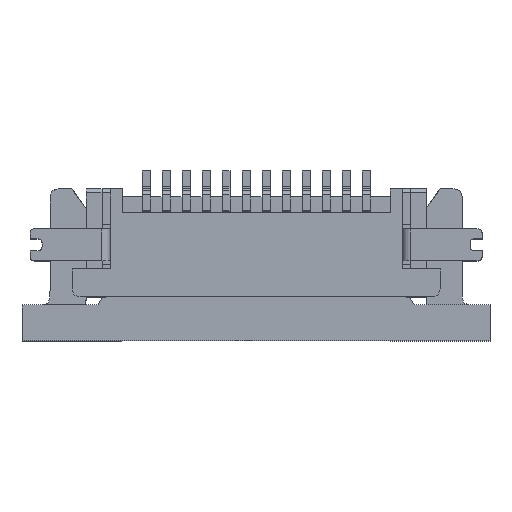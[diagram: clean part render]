
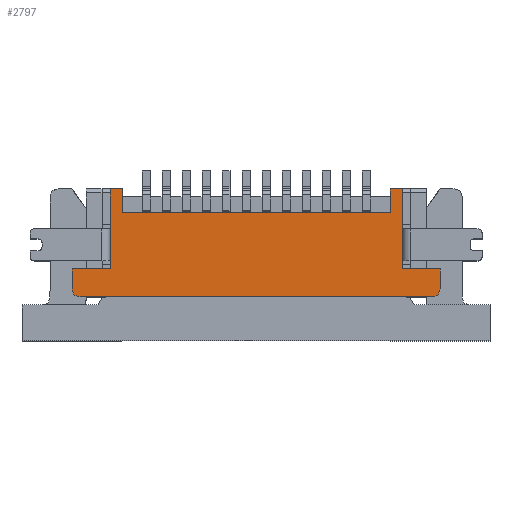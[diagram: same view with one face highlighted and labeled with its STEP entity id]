
A CAD part, top view. The second image highlights one B-rep face of the part: STEP entity #2797.
In plain terms, the highlighted planar face has unit normal (0, 0, 1).
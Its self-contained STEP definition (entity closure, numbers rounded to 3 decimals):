
#2797=ADVANCED_FACE('',(#5618),#5619,.T.);
#5618=FACE_OUTER_BOUND('',#8567,.T.);
#5619=PLANE('',#8568);
#8567=EDGE_LOOP('',(#17328,#17329,#17330,#17331,#17332,#17333,#17334,#17335,#17336,#17337,#17338,#17339,#17340,#17341));
#8568=AXIS2_PLACEMENT_3D('',#17342,#17343,#17344);
#17328=ORIENTED_EDGE('',*,*,#21758,.T.);
#17329=ORIENTED_EDGE('',*,*,#21747,.T.);
#17330=ORIENTED_EDGE('',*,*,#21762,.T.);
#17331=ORIENTED_EDGE('',*,*,#21743,.T.);
#17332=ORIENTED_EDGE('',*,*,#21755,.T.);
#17333=ORIENTED_EDGE('',*,*,#21595,.F.);
#17334=ORIENTED_EDGE('',*,*,#21568,.F.);
#17335=ORIENTED_EDGE('',*,*,#21765,.T.);
#17336=ORIENTED_EDGE('',*,*,#21431,.T.);
#17337=ORIENTED_EDGE('',*,*,#21368,.T.);
#17338=ORIENTED_EDGE('',*,*,#21437,.T.);
#17339=ORIENTED_EDGE('',*,*,#21769,.T.);
#17340=ORIENTED_EDGE('',*,*,#21493,.F.);
#17341=ORIENTED_EDGE('',*,*,#21518,.F.);
#17342=CARTESIAN_POINT('',(0.0,0.0,0.6));
#17343=DIRECTION('',(0.0,0.0,1.0));
#17344=DIRECTION('',(1.0,-0.0,0.0));
#21368=EDGE_CURVE('',#26703,#26701,#26704,.T.);
#21431=EDGE_CURVE('',#26784,#26703,#26785,.T.);
#21437=EDGE_CURVE('',#26701,#26792,#26793,.T.);
#21493=EDGE_CURVE('',#26882,#26884,#26885,.T.);
#21518=EDGE_CURVE('',#26918,#26882,#26920,.T.);
#21568=EDGE_CURVE('',#26999,#27000,#27001,.T.);
#21595=EDGE_CURVE('',#27000,#27040,#27041,.T.);
#21743=EDGE_CURVE('',#27215,#27216,#27217,.T.);
#21747=EDGE_CURVE('',#27221,#27222,#27223,.T.);
#21755=EDGE_CURVE('',#27216,#27040,#27231,.T.);
#21758=EDGE_CURVE('',#26918,#27221,#27234,.T.);
#21762=EDGE_CURVE('',#27222,#27215,#27238,.T.);
#21765=EDGE_CURVE('',#26999,#26784,#27241,.T.);
#21769=EDGE_CURVE('',#26792,#26884,#27245,.T.);
#26701=VERTEX_POINT('',#34104);
#26703=VERTEX_POINT('',#34107);
#26704=LINE('',#34108,#34109);
#26784=VERTEX_POINT('',#34244);
#26785=LINE('',#34245,#34246);
#26792=VERTEX_POINT('',#34257);
#26793=LINE('',#34258,#34259);
#26882=VERTEX_POINT('',#34390);
#26884=VERTEX_POINT('',#34393);
#26885=LINE('',#34394,#34395);
#26918=VERTEX_POINT('',#34443);
#26920=LINE('',#34446,#34447);
#26999=VERTEX_POINT('',#34563);
#27000=VERTEX_POINT('',#34564);
#27001=LINE('',#34565,#34566);
#27040=VERTEX_POINT('',#34622);
#27041=LINE('',#34623,#34624);
#27215=VERTEX_POINT('',#34863);
#27216=VERTEX_POINT('',#34864);
#27217=CIRCLE('',#34865,0.2);
#27221=VERTEX_POINT('',#34871);
#27222=VERTEX_POINT('',#34872);
#27223=CIRCLE('',#34873,0.2);
#27231=LINE('',#34885,#34886);
#27234=LINE('',#34889,#34890);
#27238=LINE('',#34895,#34896);
#27241=LINE('',#34900,#34901);
#27245=LINE('',#34907,#34908);
#34104=CARTESIAN_POINT('',(-3.35,0.75,0.6));
#34107=CARTESIAN_POINT('',(3.35,0.75,0.6));
#34108=CARTESIAN_POINT('',(-2.65,0.75,0.6));
#34109=VECTOR('',#39105,1000.0);
#34244=CARTESIAN_POINT('',(3.35,1.35,0.6));
#34245=CARTESIAN_POINT('',(3.35,1.35,0.6));
#34246=VECTOR('',#39161,1000.0);
#34257=CARTESIAN_POINT('',(-3.35,1.35,0.6));
#34258=CARTESIAN_POINT('',(-3.35,1.15,0.6));
#34259=VECTOR('',#39166,1000.0);
#34390=CARTESIAN_POINT('',(-3.65,-0.65,0.6));
#34393=CARTESIAN_POINT('',(-3.65,1.35,0.6));
#34394=CARTESIAN_POINT('',(-3.65,-0.65,0.6));
#34395=VECTOR('',#39216,1000.0);
#34443=CARTESIAN_POINT('',(-4.6,-0.65,0.6));
#34446=CARTESIAN_POINT('',(-4.6,-0.65,0.6));
#34447=VECTOR('',#39242,1000.0);
#34563=CARTESIAN_POINT('',(3.65,1.35,0.6));
#34564=CARTESIAN_POINT('',(3.65,-0.65,0.6));
#34565=CARTESIAN_POINT('',(3.65,1.35,0.6));
#34566=VECTOR('',#39283,1000.0);
#34622=CARTESIAN_POINT('',(4.6,-0.65,0.6));
#34623=CARTESIAN_POINT('',(4.25,-0.65,0.6));
#34624=VECTOR('',#39313,1000.0);
#34863=CARTESIAN_POINT('',(4.4,-1.35,0.6));
#34864=CARTESIAN_POINT('',(4.6,-1.15,0.6));
#34865=AXIS2_PLACEMENT_3D('',#39403,#39404,#39405);
#34871=CARTESIAN_POINT('',(-4.6,-1.15,0.6));
#34872=CARTESIAN_POINT('',(-4.4,-1.35,0.6));
#34873=AXIS2_PLACEMENT_3D('',#39408,#39409,#39410);
#34885=CARTESIAN_POINT('',(4.6,-1.35,0.6));
#34886=VECTOR('',#39415,1000.0);
#34889=CARTESIAN_POINT('',(-4.6,1.35,0.6));
#34890=VECTOR('',#39416,1000.0);
#34895=CARTESIAN_POINT('',(-4.6,-1.35,0.6));
#34896=VECTOR('',#39418,1000.0);
#34900=CARTESIAN_POINT('',(4.6,1.35,0.6));
#34901=VECTOR('',#39420,1000.0);
#34907=CARTESIAN_POINT('',(4.6,1.35,0.6));
#34908=VECTOR('',#39423,1000.0);
#39105=DIRECTION('',(-1.0,0.0,0.0));
#39161=DIRECTION('',(0.0,-1.0,0.0));
#39166=DIRECTION('',(0.0,1.0,0.0));
#39216=DIRECTION('',(0.0,1.0,0.0));
#39242=DIRECTION('',(1.0,0.0,0.0));
#39283=DIRECTION('',(0.0,-1.0,0.0));
#39313=DIRECTION('',(1.0,0.0,0.0));
#39403=CARTESIAN_POINT('',(4.4,-1.15,0.6));
#39404=DIRECTION('',(0.0,0.0,1.0));
#39405=DIRECTION('',(1.0,0.0,0.0));
#39408=CARTESIAN_POINT('',(-4.4,-1.15,0.6));
#39409=DIRECTION('',(0.0,0.0,1.0));
#39410=DIRECTION('',(1.0,0.0,0.0));
#39415=DIRECTION('',(0.0,1.0,0.0));
#39416=DIRECTION('',(0.0,-1.0,0.0));
#39418=DIRECTION('',(1.0,0.,0.0));
#39420=DIRECTION('',(-1.0,0.,0.0));
#39423=DIRECTION('',(-1.0,0.,0.0));
